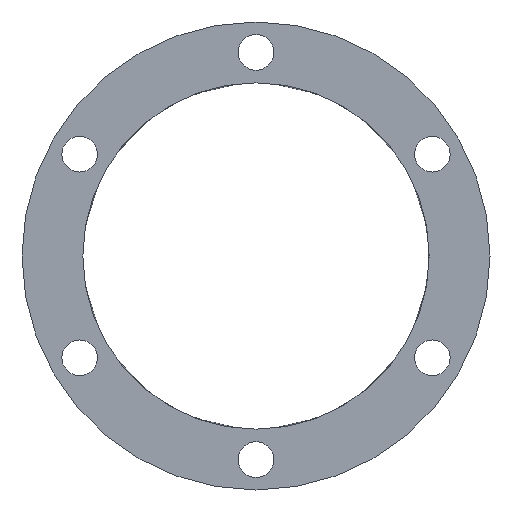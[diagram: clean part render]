
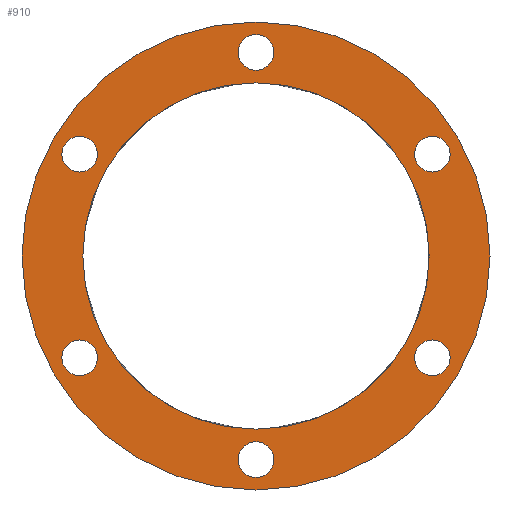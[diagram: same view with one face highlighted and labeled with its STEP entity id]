
A CAD part, front view. The second image highlights one B-rep face of the part: STEP entity #910.
In plain terms, the highlighted planar face has unit normal (0, -1, 0).
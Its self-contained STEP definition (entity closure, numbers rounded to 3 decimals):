
#22=FACE_BOUND('',#218,.T.);
#23=FACE_BOUND('',#219,.T.);
#24=FACE_BOUND('',#220,.T.);
#25=FACE_BOUND('',#221,.T.);
#26=FACE_BOUND('',#222,.T.);
#27=FACE_BOUND('',#223,.T.);
#28=FACE_BOUND('',#224,.T.);
#85=CIRCLE('',#1019,18.5);
#86=CIRCLE('',#1021,1.905);
#87=CIRCLE('',#1023,1.905);
#88=CIRCLE('',#1025,1.905);
#89=CIRCLE('',#1027,1.905);
#90=CIRCLE('',#1029,1.905);
#91=CIRCLE('',#1031,1.905);
#92=CIRCLE('',#1033,25.);
#164=FACE_OUTER_BOUND('',#217,.T.);
#217=EDGE_LOOP('',(#837));
#218=EDGE_LOOP('',(#838));
#219=EDGE_LOOP('',(#839));
#220=EDGE_LOOP('',(#840));
#221=EDGE_LOOP('',(#841));
#222=EDGE_LOOP('',(#842));
#223=EDGE_LOOP('',(#843));
#224=EDGE_LOOP('',(#844));
#441=VERTEX_POINT('',#1560);
#442=VERTEX_POINT('',#1564);
#443=VERTEX_POINT('',#1568);
#444=VERTEX_POINT('',#1572);
#445=VERTEX_POINT('',#1576);
#446=VERTEX_POINT('',#1580);
#447=VERTEX_POINT('',#1584);
#448=VERTEX_POINT('',#1588);
#565=EDGE_CURVE('',#441,#441,#85,.T.);
#567=EDGE_CURVE('',#442,#442,#86,.T.);
#569=EDGE_CURVE('',#443,#443,#87,.T.);
#571=EDGE_CURVE('',#444,#444,#88,.T.);
#573=EDGE_CURVE('',#445,#445,#89,.T.);
#575=EDGE_CURVE('',#446,#446,#90,.T.);
#577=EDGE_CURVE('',#447,#447,#91,.T.);
#579=EDGE_CURVE('',#448,#448,#92,.T.);
#837=ORIENTED_EDGE('',*,*,#579,.T.);
#838=ORIENTED_EDGE('',*,*,#577,.T.);
#839=ORIENTED_EDGE('',*,*,#575,.T.);
#840=ORIENTED_EDGE('',*,*,#573,.T.);
#841=ORIENTED_EDGE('',*,*,#571,.T.);
#842=ORIENTED_EDGE('',*,*,#569,.T.);
#843=ORIENTED_EDGE('',*,*,#567,.T.);
#844=ORIENTED_EDGE('',*,*,#565,.T.);
#864=PLANE('',#1034);
#910=ADVANCED_FACE('',(#164,#22,#23,#24,#25,#26,#27,#28),#864,.T.);
#1019=AXIS2_PLACEMENT_3D('',#1561,#1285,#1286);
#1021=AXIS2_PLACEMENT_3D('',#1565,#1290,#1291);
#1023=AXIS2_PLACEMENT_3D('',#1569,#1295,#1296);
#1025=AXIS2_PLACEMENT_3D('',#1573,#1300,#1301);
#1027=AXIS2_PLACEMENT_3D('',#1577,#1305,#1306);
#1029=AXIS2_PLACEMENT_3D('',#1581,#1310,#1311);
#1031=AXIS2_PLACEMENT_3D('',#1585,#1315,#1316);
#1033=AXIS2_PLACEMENT_3D('',#1589,#1320,#1321);
#1034=AXIS2_PLACEMENT_3D('',#1591,#1323,#1324);
#1285=DIRECTION('center_axis',(0.,1.,0.));
#1286=DIRECTION('ref_axis',(1.,0.,0.));
#1290=DIRECTION('center_axis',(0.,1.,0.));
#1291=DIRECTION('ref_axis',(1.,0.,0.));
#1295=DIRECTION('center_axis',(0.,1.,0.));
#1296=DIRECTION('ref_axis',(1.,0.,0.));
#1300=DIRECTION('center_axis',(0.,1.,0.));
#1301=DIRECTION('ref_axis',(1.,0.,0.));
#1305=DIRECTION('center_axis',(0.,1.,0.));
#1306=DIRECTION('ref_axis',(1.,0.,0.));
#1310=DIRECTION('center_axis',(0.,1.,0.));
#1311=DIRECTION('ref_axis',(1.,0.,0.));
#1315=DIRECTION('center_axis',(0.,1.,0.));
#1316=DIRECTION('ref_axis',(1.,0.,0.));
#1320=DIRECTION('center_axis',(0.,-1.,0.));
#1321=DIRECTION('ref_axis',(1.,0.,0.));
#1323=DIRECTION('center_axis',(0.,-1.,0.));
#1324=DIRECTION('ref_axis',(1.,0.,0.));
#1560=CARTESIAN_POINT('',(-18.5,18.825,0.));
#1561=CARTESIAN_POINT('Origin',(0.,18.825,
0.));
#1564=CARTESIAN_POINT('',(-20.741,18.825,-10.875));
#1565=CARTESIAN_POINT('Origin',(-18.836,18.825,-10.875));
#1568=CARTESIAN_POINT('',(16.931,18.825,-10.875));
#1569=CARTESIAN_POINT('Origin',(18.836,18.825,-10.875));
#1572=CARTESIAN_POINT('',(-20.741,18.825,10.875));
#1573=CARTESIAN_POINT('Origin',(-18.836,18.825,10.875));
#1576=CARTESIAN_POINT('',(16.931,18.825,10.875));
#1577=CARTESIAN_POINT('Origin',(18.836,18.825,10.875));
#1580=CARTESIAN_POINT('',(-1.905,18.825,-21.75));
#1581=CARTESIAN_POINT('Origin',(0.,18.825,
-21.75));
#1584=CARTESIAN_POINT('',(-1.905,18.825,21.75));
#1585=CARTESIAN_POINT('Origin',(0.,18.825,
21.75));
#1588=CARTESIAN_POINT('',(-25.,18.825,0.));
#1589=CARTESIAN_POINT('Origin',(0.,18.825,
0.));
#1591=CARTESIAN_POINT('Origin',(0.,18.825,
0.));
